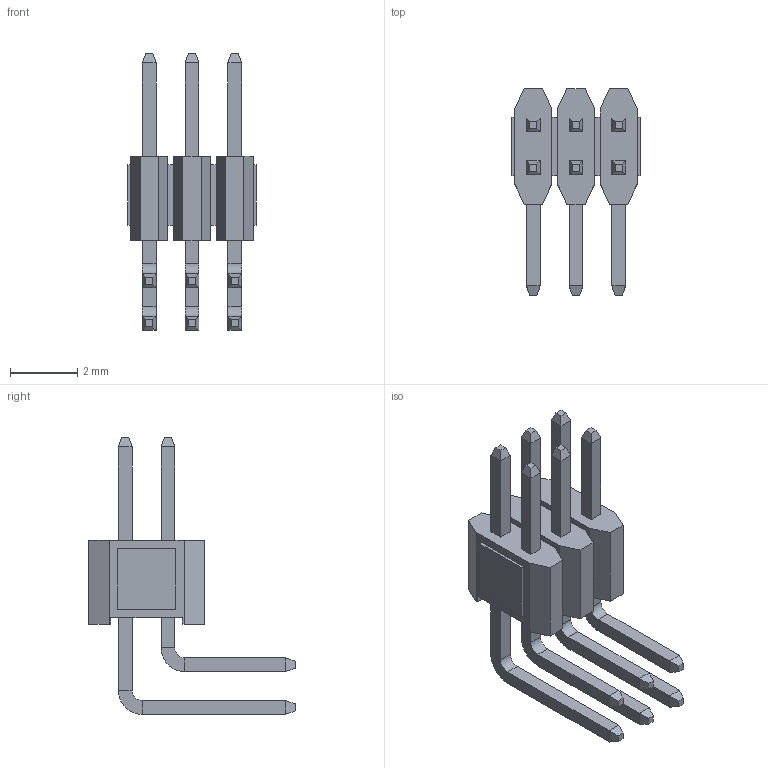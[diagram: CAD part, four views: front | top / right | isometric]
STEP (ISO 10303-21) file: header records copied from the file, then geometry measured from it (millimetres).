
FILE_DESCRIPTION (( 'STEP AP214' ), '1' );
FILE_NAME ('20021112-00006C4LF.STEP', '2023-06-12T08:35:43', ( '' ), ( '' ), 'SwSTEP 2.0', 'SolidWorks 2021', '' );
FILE_SCHEMA (( 'AUTOMOTIVE_DESIGN' ));
Length unit declared in the file: millimetre
Products named in the file (4): pin top^20021112-additional; 20021112-00006C4LF; pin bottom^20021112-additional; 20021112-additional body_3
Assembly tree (7 placements, depth 2):
  20021112-00006C4LF
    20021112-additional body_3
    pin bottom^20021112-additional  x3
    pin top^20021112-additional  x3
Bounding box: 3.81 x 6.13 x 8.22 mm (x, y, z)
Volume: 35.1 mm3; surface area: 208.1 mm2
Topology: 13 solids, 13 shells, 252 faces, 564 edges, 344 vertices
Faces by surface type: plane 240, cylinder 12
Entity records: 4204 total; most frequent: CARTESIAN_POINT 706, ORIENTED_EDGE 680, DIRECTION 648, EDGE_CURVE 340, LINE 332, VECTOR 332, VERTEX_POINT 216, EDGE_LOOP 158
